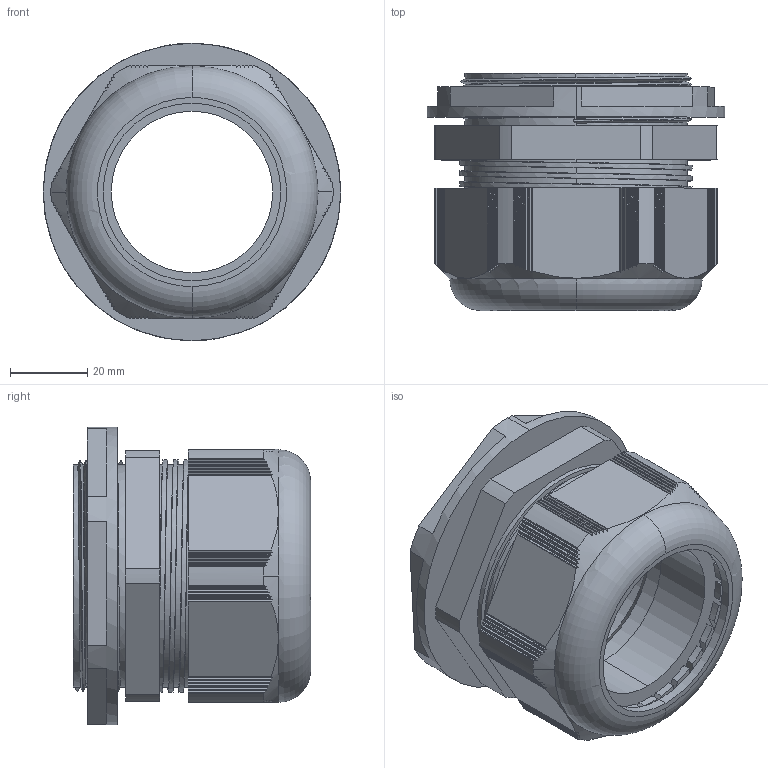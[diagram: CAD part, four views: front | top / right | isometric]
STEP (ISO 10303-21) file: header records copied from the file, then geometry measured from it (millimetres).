
FILE_DESCRIPTION (( 'STEP AP214' ), '1' );
FILE_NAME ('9009.STEP', '2020-07-28T06:49:35', ( '' ), ( '' ), 'SwSTEP 2.0', 'SolidWorks 2011', '' );
FILE_SCHEMA (( 'AUTOMOTIVE_DESIGN' ));
Length unit declared in the file: millimetre
Products named in the file (1): 9009
Bounding box: 77 x 61.38 x 77 mm (x, y, z)
Volume: 104238.7 mm3; surface area: 37397.9 mm2
Topology: 1 solids, 1 shells, 665 faces, 1880 edges, 1249 vertices
Faces by surface type: cylinder 338, plane 279, cone 30, bspline 10, torus 8
Entity records: 28842 total; most frequent: CARTESIAN_POINT 12093, ORIENTED_EDGE 3760, DIRECTION 3195, EDGE_CURVE 1880, VERTEX_POINT 1249, AXIS2_PLACEMENT_3D 1151, LINE 893, VECTOR 893
